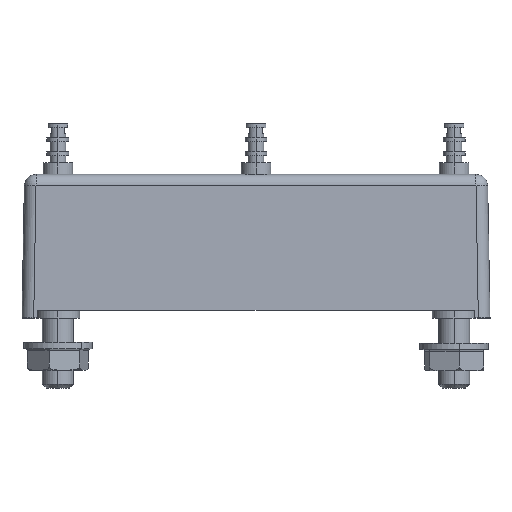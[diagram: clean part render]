
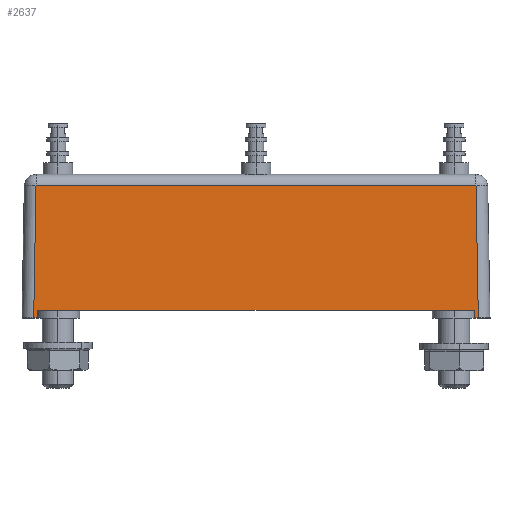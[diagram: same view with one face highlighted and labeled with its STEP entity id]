
A CAD part, top view. The second image highlights one B-rep face of the part: STEP entity #2637.
In plain terms, the highlighted planar face has unit normal (0, 0.035, 0.999).
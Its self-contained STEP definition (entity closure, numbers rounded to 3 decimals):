
#172 = VERTEX_POINT ( 'NONE', #8861 ) ;
#811 = DIRECTION ( 'NONE',  ( -1., 0., 0. ) ) ;
#1122 = CARTESIAN_POINT ( 'NONE',  ( -28., 0., 7.9 ) ) ;
#1604 = CARTESIAN_POINT ( 'NONE',  ( -30., 0., 7.9 ) ) ;
#1677 = PLANE ( 'NONE',  #3978 ) ;
#1761 = VECTOR ( 'NONE', #5779, 1000. ) ;
#1947 = LINE ( 'NONE', #14502, #10310 ) ;
#2371 = EDGE_CURVE ( 'NONE', #9200, #3009, #10550, .T. ) ;
#2637 = ADVANCED_FACE ( 'NONE', ( #5829 ), #1677, .T. ) ;
#2774 = VECTOR ( 'NONE', #16958, 1000. ) ;
#2796 = ORIENTED_EDGE ( 'NONE', *, *, #20877, .F. ) ;
#2842 = DIRECTION ( 'NONE',  ( -0.017, -0.999, 0.035 ) ) ;
#2942 = ORIENTED_EDGE ( 'NONE', *, *, #2371, .T. ) ;
#3009 = VERTEX_POINT ( 'NONE', #12738 ) ;
#3171 = VERTEX_POINT ( 'NONE', #20686 ) ;
#3642 = CARTESIAN_POINT ( 'NONE',  ( -30., 0., 7.9 ) ) ;
#3893 = ORIENTED_EDGE ( 'NONE', *, *, #12604, .F. ) ;
#3978 = AXIS2_PLACEMENT_3D ( 'NONE', #1604, #20950, #19230 ) ;
#5623 = LINE ( 'NONE', #8669, #9587 ) ;
#5779 = DIRECTION ( 'NONE',  ( -0.017, 0.999, -0.035 ) ) ;
#5829 = FACE_OUTER_BOUND ( 'NONE', #20573, .T. ) ;
#6357 = CARTESIAN_POINT ( 'NONE',  ( 28., 0., 7.9 ) ) ;
#6713 = VERTEX_POINT ( 'NONE', #20768 ) ;
#6830 = DIRECTION ( 'NONE',  ( 1., 0., 0. ) ) ;
#7483 = CARTESIAN_POINT ( 'NONE',  ( 28.501, 0., 7.9 ) ) ;
#8669 = CARTESIAN_POINT ( 'NONE',  ( -30., 1., 7.865 ) ) ;
#8861 = CARTESIAN_POINT ( 'NONE',  ( 28., 0., 7.9 ) ) ;
#8927 = ORIENTED_EDGE ( 'NONE', *, *, #14842, .T. ) ;
#9200 = VERTEX_POINT ( 'NONE', #12600 ) ;
#9587 = VECTOR ( 'NONE', #16975, 1000. ) ;
#9662 = CARTESIAN_POINT ( 'NONE',  ( 28., 1., 7.865 ) ) ;
#10227 = VERTEX_POINT ( 'NONE', #7483 ) ;
#10310 = VECTOR ( 'NONE', #2842, 1000. ) ;
#10550 = LINE ( 'NONE', #13306, #14456 ) ;
#11055 = EDGE_CURVE ( 'NONE', #3171, #3009, #12990, .T. ) ;
#11646 = LINE ( 'NONE', #3642, #2774 ) ;
#12401 = VECTOR ( 'NONE', #811, 1000. ) ;
#12415 = CARTESIAN_POINT ( 'NONE',  ( 28.18, 18.374, 7.258 ) ) ;
#12600 = CARTESIAN_POINT ( 'NONE',  ( -28.501, 0., 7.9 ) ) ;
#12604 = EDGE_CURVE ( 'NONE', #172, #18643, #14257, .T. ) ;
#12738 = CARTESIAN_POINT ( 'NONE',  ( -28., 0., 7.9 ) ) ;
#12787 = DIRECTION ( 'NONE',  ( 0., -0.999, 0.035 ) ) ;
#12945 = ORIENTED_EDGE ( 'NONE', *, *, #11055, .F. ) ;
#12990 = LINE ( 'NONE', #1122, #17393 ) ;
#13306 = CARTESIAN_POINT ( 'NONE',  ( -30., 0., 7.9 ) ) ;
#14257 = LINE ( 'NONE', #6357, #14758 ) ;
#14456 = VECTOR ( 'NONE', #6830, 1000. ) ;
#14478 = CARTESIAN_POINT ( 'NONE',  ( 28.205, 16.952, 7.308 ) ) ;
#14502 = CARTESIAN_POINT ( 'NONE',  ( -28.501, -0.026, 7.901 ) ) ;
#14758 = VECTOR ( 'NONE', #17995, 1000. ) ;
#14842 = EDGE_CURVE ( 'NONE', #10227, #17487, #19451, .T. ) ;
#16675 = ORIENTED_EDGE ( 'NONE', *, *, #16988, .T. ) ;
#16958 = DIRECTION ( 'NONE',  ( 1., 0., 0. ) ) ;
#16975 = DIRECTION ( 'NONE',  ( -1., 0., 0. ) ) ;
#16988 = EDGE_CURVE ( 'NONE', #172, #10227, #11646, .T. ) ;
#17393 = VECTOR ( 'NONE', #12787, 1000. ) ;
#17487 = VERTEX_POINT ( 'NONE', #14478 ) ;
#17995 = DIRECTION ( 'NONE',  ( 0., 0.999, -0.035 ) ) ;
#18643 = VERTEX_POINT ( 'NONE', #9662 ) ;
#19230 = DIRECTION ( 'NONE',  ( 0., -0.999, 0.035 ) ) ;
#19451 = LINE ( 'NONE', #12415, #1761 ) ;
#20263 = ORIENTED_EDGE ( 'NONE', *, *, #21527, .T. ) ;
#20573 = EDGE_LOOP ( 'NONE', ( #12945, #2796, #3893, #16675, #8927, #21387, #20263, #2942 ) ) ;
#20686 = CARTESIAN_POINT ( 'NONE',  ( -28., 1., 7.865 ) ) ;
#20725 = CARTESIAN_POINT ( 'NONE',  ( -30., 16.952, 7.308 ) ) ;
#20768 = CARTESIAN_POINT ( 'NONE',  ( -28.205, 16.952, 7.308 ) ) ;
#20877 = EDGE_CURVE ( 'NONE', #18643, #3171, #5623, .T. ) ;
#20950 = DIRECTION ( 'NONE',  ( 0., 0.035, 0.999 ) ) ;
#20980 = EDGE_CURVE ( 'NONE', #17487, #6713, #21192, .T. ) ;
#21192 = LINE ( 'NONE', #20725, #12401 ) ;
#21387 = ORIENTED_EDGE ( 'NONE', *, *, #20980, .T. ) ;
#21527 = EDGE_CURVE ( 'NONE', #6713, #9200, #1947, .T. ) ;
